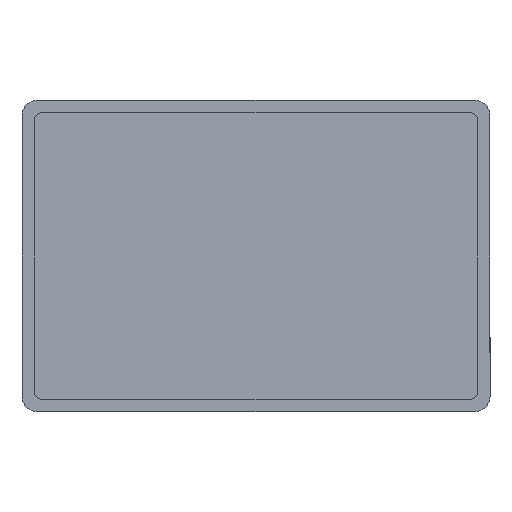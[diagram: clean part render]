
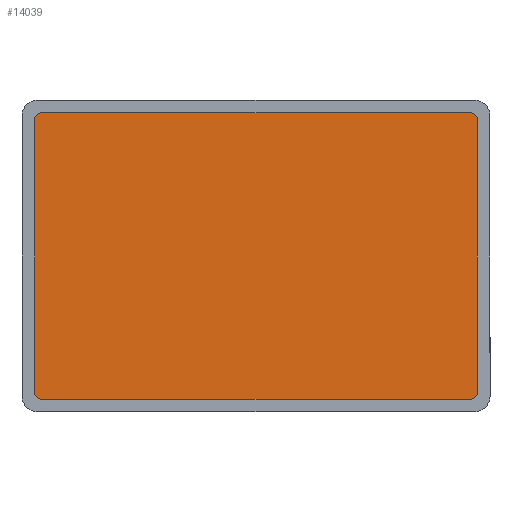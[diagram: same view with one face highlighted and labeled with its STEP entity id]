
A CAD part, front view. The second image highlights one B-rep face of the part: STEP entity #14039.
In plain terms, the highlighted planar face has unit normal (0, -1, 0).
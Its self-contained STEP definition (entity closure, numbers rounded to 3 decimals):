
#258 = CARTESIAN_POINT ( 'NONE',  ( 274., 0., 183. ) ) ;
#335 = PLANE ( 'NONE',  #12143 ) ;
#441 = VERTEX_POINT ( 'NONE', #3794 ) ;
#490 = VERTEX_POINT ( 'NONE', #1392 ) ;
#1392 = CARTESIAN_POINT ( 'NONE',  ( -274., 0., 183. ) ) ;
#2127 = LINE ( 'NONE', #13660, #12541 ) ;
#2185 = VERTEX_POINT ( 'NONE', #16212 ) ;
#2650 = AXIS2_PLACEMENT_3D ( 'NONE', #13421, #6873, #5141 ) ;
#2905 = EDGE_LOOP ( 'NONE', ( #12133, #11831, #15325, #15230, #13210, #20341, #11276, #6379 ) ) ;
#3383 = CARTESIAN_POINT ( 'NONE',  ( -274., 0., -183. ) ) ;
#3669 = EDGE_CURVE ( 'NONE', #19189, #7392, #5108, .T. ) ;
#3748 = DIRECTION ( 'NONE',  ( 0., 1., 0. ) ) ;
#3794 = CARTESIAN_POINT ( 'NONE',  ( 274., 0., -183. ) ) ;
#3943 = AXIS2_PLACEMENT_3D ( 'NONE', #17011, #3748, #19843 ) ;
#4057 = VECTOR ( 'NONE', #4340, 1000. ) ;
#4295 = DIRECTION ( 'NONE',  ( 1., 0., 0. ) ) ;
#4299 = CIRCLE ( 'NONE', #3943, 9. ) ;
#4340 = DIRECTION ( 'NONE',  ( -1., 0., 0. ) ) ;
#5108 = CIRCLE ( 'NONE', #20056, 9. ) ;
#5141 = DIRECTION ( 'NONE',  ( 0., 0., 1. ) ) ;
#5437 = CARTESIAN_POINT ( 'NONE',  ( -274., 0., -174. ) ) ;
#5966 = EDGE_CURVE ( 'NONE', #10481, #490, #4299, .T. ) ;
#6379 = ORIENTED_EDGE ( 'NONE', *, *, #9395, .F. ) ;
#6706 = DIRECTION ( 'NONE',  ( 0., 0., 1. ) ) ;
#6873 = DIRECTION ( 'NONE',  ( 0., 1., 0. ) ) ;
#7151 = CIRCLE ( 'NONE', #2650, 9. ) ;
#7392 = VERTEX_POINT ( 'NONE', #17761 ) ;
#8695 = DIRECTION ( 'NONE',  ( 0., 0., 1. ) ) ;
#8767 = CARTESIAN_POINT ( 'NONE',  ( -283., 0., 174. ) ) ;
#9050 = EDGE_CURVE ( 'NONE', #12419, #2185, #7151, .T. ) ;
#9395 = EDGE_CURVE ( 'NONE', #7392, #10481, #12151, .T. ) ;
#10027 = EDGE_CURVE ( 'NONE', #490, #12419, #15716, .T. ) ;
#10434 = FACE_OUTER_BOUND ( 'NONE', #2905, .T. ) ;
#10437 = AXIS2_PLACEMENT_3D ( 'NONE', #13251, #19867, #6706 ) ;
#10481 = VERTEX_POINT ( 'NONE', #19367 ) ;
#10490 = DIRECTION ( 'NONE',  ( 0., 0., -1. ) ) ;
#10884 = EDGE_CURVE ( 'NONE', #441, #19189, #14561, .T. ) ;
#11079 = CARTESIAN_POINT ( 'NONE',  ( -274., 0., -183. ) ) ;
#11276 = ORIENTED_EDGE ( 'NONE', *, *, #5966, .F. ) ;
#11831 = ORIENTED_EDGE ( 'NONE', *, *, #10884, .F. ) ;
#12133 = ORIENTED_EDGE ( 'NONE', *, *, #3669, .F. ) ;
#12143 = AXIS2_PLACEMENT_3D ( 'NONE', #5437, #14925, #8695 ) ;
#12151 = LINE ( 'NONE', #8767, #13096 ) ;
#12419 = VERTEX_POINT ( 'NONE', #258 ) ;
#12541 = VECTOR ( 'NONE', #10490, 1000. ) ;
#13096 = VECTOR ( 'NONE', #18773, 1000. ) ;
#13210 = ORIENTED_EDGE ( 'NONE', *, *, #9050, .F. ) ;
#13251 = CARTESIAN_POINT ( 'NONE',  ( 274., 0., -174. ) ) ;
#13421 = CARTESIAN_POINT ( 'NONE',  ( 274., 0., 174. ) ) ;
#13660 = CARTESIAN_POINT ( 'NONE',  ( 283., 0., 174. ) ) ;
#14039 = ADVANCED_FACE ( 'NONE', ( #10434 ), #335, .F. ) ;
#14093 = CARTESIAN_POINT ( 'NONE',  ( -274., 0., 183. ) ) ;
#14276 = CIRCLE ( 'NONE', #10437, 9. ) ;
#14561 = LINE ( 'NONE', #11079, #4057 ) ;
#14925 = DIRECTION ( 'NONE',  ( 0., 1., 0. ) ) ;
#15027 = EDGE_CURVE ( 'NONE', #2185, #17599, #2127, .T. ) ;
#15230 = ORIENTED_EDGE ( 'NONE', *, *, #15027, .F. ) ;
#15325 = ORIENTED_EDGE ( 'NONE', *, *, #16625, .F. ) ;
#15716 = LINE ( 'NONE', #14093, #19003 ) ;
#16212 = CARTESIAN_POINT ( 'NONE',  ( 283., 0., 174. ) ) ;
#16625 = EDGE_CURVE ( 'NONE', #17599, #441, #14276, .T. ) ;
#17011 = CARTESIAN_POINT ( 'NONE',  ( -274., 0., 174. ) ) ;
#17289 = CARTESIAN_POINT ( 'NONE',  ( -274., 0., -174. ) ) ;
#17496 = DIRECTION ( 'NONE',  ( 0., 1., 0. ) ) ;
#17599 = VERTEX_POINT ( 'NONE', #18688 ) ;
#17761 = CARTESIAN_POINT ( 'NONE',  ( -283., 0., -174. ) ) ;
#18688 = CARTESIAN_POINT ( 'NONE',  ( 283., 0., -174. ) ) ;
#18773 = DIRECTION ( 'NONE',  ( 0., 0., 1. ) ) ;
#19003 = VECTOR ( 'NONE', #4295, 1000. ) ;
#19189 = VERTEX_POINT ( 'NONE', #3383 ) ;
#19367 = CARTESIAN_POINT ( 'NONE',  ( -283., 0., 174. ) ) ;
#19843 = DIRECTION ( 'NONE',  ( 0., 0., 1. ) ) ;
#19867 = DIRECTION ( 'NONE',  ( 0., 1., 0. ) ) ;
#20056 = AXIS2_PLACEMENT_3D ( 'NONE', #17289, #17496, #20772 ) ;
#20341 = ORIENTED_EDGE ( 'NONE', *, *, #10027, .F. ) ;
#20772 = DIRECTION ( 'NONE',  ( 0., 0., 1. ) ) ;
